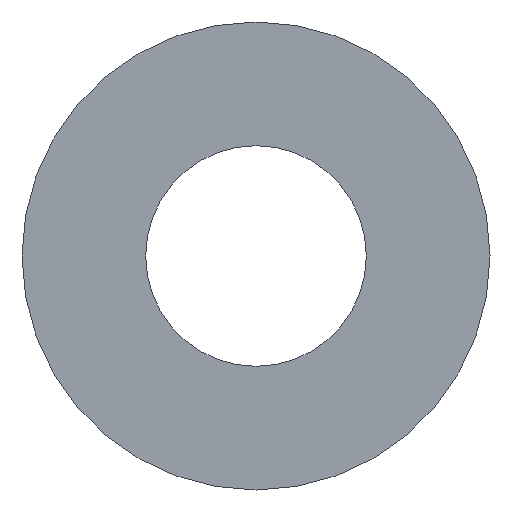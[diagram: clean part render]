
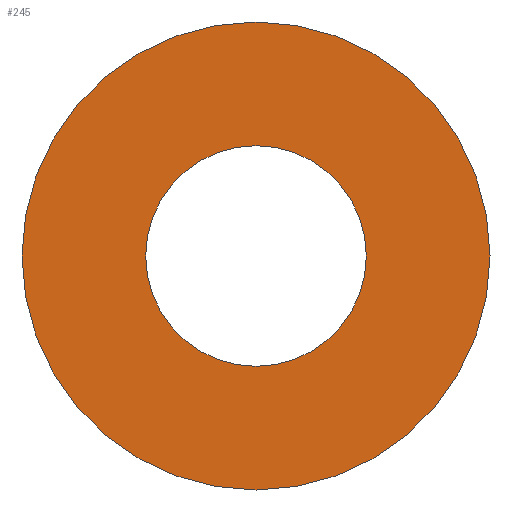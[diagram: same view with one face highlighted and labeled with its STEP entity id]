
A CAD part, front view. The second image highlights one B-rep face of the part: STEP entity #245.
In plain terms, the highlighted planar face has unit normal (0, -1, 0).
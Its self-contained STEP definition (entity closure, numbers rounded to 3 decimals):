
#3 = CIRCLE ( 'NONE', #140, 3.5 ) ;
#22 = ORIENTED_EDGE ( 'NONE', *, *, #230, .T. ) ;
#27 = DIRECTION ( 'NONE',  ( 0., 0., 1. ) ) ;
#29 = FACE_OUTER_BOUND ( 'NONE', #111, .T. ) ;
#42 = VERTEX_POINT ( 'NONE', #197 ) ;
#43 = EDGE_CURVE ( 'NONE', #57, #137, #83, .T. ) ;
#45 = CARTESIAN_POINT ( 'NONE',  ( 0., 0., 0. ) ) ;
#46 = DIRECTION ( 'NONE',  ( 0., 1., 0. ) ) ;
#47 = CARTESIAN_POINT ( 'NONE',  ( 0., 0., -1.65 ) ) ;
#55 = DIRECTION ( 'NONE',  ( 0., 0., 1. ) ) ;
#57 = VERTEX_POINT ( 'NONE', #215 ) ;
#58 = AXIS2_PLACEMENT_3D ( 'NONE', #249, #220, #92 ) ;
#61 = ORIENTED_EDGE ( 'NONE', *, *, #43, .T. ) ;
#68 = ORIENTED_EDGE ( 'NONE', *, *, #205, .F. ) ;
#83 = CIRCLE ( 'NONE', #58, 1.65 ) ;
#85 = DIRECTION ( 'NONE',  ( 0., 1., 0. ) ) ;
#89 = EDGE_LOOP ( 'NONE', ( #22, #61 ) ) ;
#92 = DIRECTION ( 'NONE',  ( 0., 0., 1. ) ) ;
#101 = DIRECTION ( 'NONE',  ( 0., 0., 1. ) ) ;
#105 = PLANE ( 'NONE',  #212 ) ;
#111 = EDGE_LOOP ( 'NONE', ( #68, #171 ) ) ;
#113 = CARTESIAN_POINT ( 'NONE',  ( 0., 0., 3.5 ) ) ;
#137 = VERTEX_POINT ( 'NONE', #47 ) ;
#140 = AXIS2_PLACEMENT_3D ( 'NONE', #45, #46, #101 ) ;
#142 = DIRECTION ( 'NONE',  ( 0., 1., 0. ) ) ;
#144 = AXIS2_PLACEMENT_3D ( 'NONE', #198, #223, #27 ) ;
#152 = VERTEX_POINT ( 'NONE', #113 ) ;
#156 = DIRECTION ( 'NONE',  ( 0., 0., 1. ) ) ;
#158 = CARTESIAN_POINT ( 'NONE',  ( 0., 0., 0. ) ) ;
#163 = FACE_BOUND ( 'NONE', #89, .T. ) ;
#171 = ORIENTED_EDGE ( 'NONE', *, *, #224, .F. ) ;
#183 = CIRCLE ( 'NONE', #144, 1.65 ) ;
#186 = CIRCLE ( 'NONE', #219, 3.5 ) ;
#197 = CARTESIAN_POINT ( 'NONE',  ( 0., 0., -3.5 ) ) ;
#198 = CARTESIAN_POINT ( 'NONE',  ( 0., 0., 0. ) ) ;
#205 = EDGE_CURVE ( 'NONE', #42, #152, #3, .T. ) ;
#212 = AXIS2_PLACEMENT_3D ( 'NONE', #239, #142, #55 ) ;
#215 = CARTESIAN_POINT ( 'NONE',  ( 0., 0., 1.65 ) ) ;
#219 = AXIS2_PLACEMENT_3D ( 'NONE', #158, #85, #156 ) ;
#220 = DIRECTION ( 'NONE',  ( 0., 1., 0. ) ) ;
#223 = DIRECTION ( 'NONE',  ( 0., 1., 0. ) ) ;
#224 = EDGE_CURVE ( 'NONE', #152, #42, #186, .T. ) ;
#230 = EDGE_CURVE ( 'NONE', #137, #57, #183, .T. ) ;
#239 = CARTESIAN_POINT ( 'NONE',  ( 0., 0., 0. ) ) ;
#245 = ADVANCED_FACE ( 'NONE', ( #29, #163 ), #105, .F. ) ;
#249 = CARTESIAN_POINT ( 'NONE',  ( 0., 0., 0. ) ) ;
